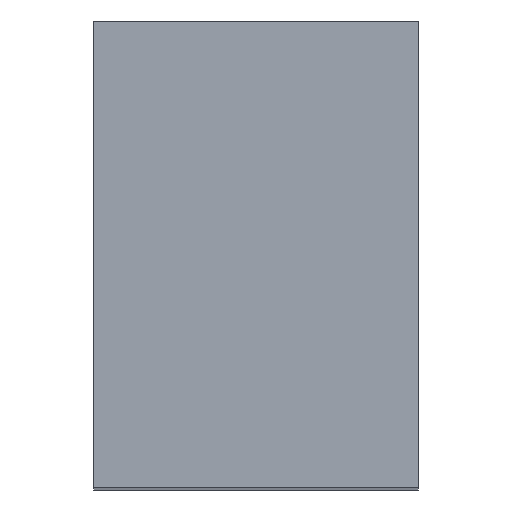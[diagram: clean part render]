
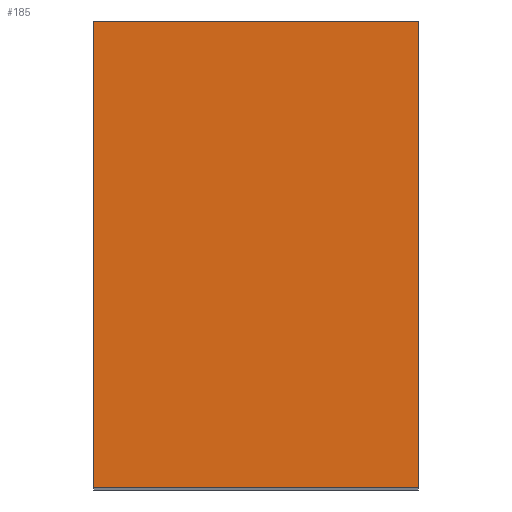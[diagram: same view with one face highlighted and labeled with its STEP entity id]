
A CAD part, top view. The second image highlights one B-rep face of the part: STEP entity #185.
In plain terms, the highlighted planar face has unit normal (0, 0, 1).
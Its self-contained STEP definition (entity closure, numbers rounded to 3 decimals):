
#19=PLANE('',#213);
#28=FACE_OUTER_BOUND('',#38,.T.);
#38=EDGE_LOOP('',(#140,#141,#142,#143));
#52=LINE('',#291,#70);
#53=LINE('',#293,#71);
#54=LINE('',#295,#72);
#55=LINE('',#296,#73);
#70=VECTOR('',#241,10.);
#71=VECTOR('',#242,10.);
#72=VECTOR('',#243,10.);
#73=VECTOR('',#244,10.);
#96=VERTEX_POINT('',#289);
#97=VERTEX_POINT('',#290);
#98=VERTEX_POINT('',#292);
#99=VERTEX_POINT('',#294);
#114=EDGE_CURVE('',#96,#97,#52,.T.);
#115=EDGE_CURVE('',#96,#98,#53,.T.);
#116=EDGE_CURVE('',#99,#98,#54,.T.);
#117=EDGE_CURVE('',#97,#99,#55,.T.);
#140=ORIENTED_EDGE('',*,*,#114,.F.);
#141=ORIENTED_EDGE('',*,*,#115,.T.);
#142=ORIENTED_EDGE('',*,*,#116,.F.);
#143=ORIENTED_EDGE('',*,*,#117,.F.);
#185=ADVANCED_FACE('',(#28),#19,.T.);
#213=AXIS2_PLACEMENT_3D('',#288,#239,#240);
#239=DIRECTION('center_axis',(0.,0.,1.));
#240=DIRECTION('ref_axis',(0.,-1.,0.));
#241=DIRECTION('',(0.,1.,0.));
#242=DIRECTION('',(1.,0.,0.));
#243=DIRECTION('',(0.,-1.,0.));
#244=DIRECTION('',(1.,0.,0.));
#288=CARTESIAN_POINT('Origin',(0.,-17.891,57.271));
#289=CARTESIAN_POINT('',(0.,-61.,57.271));
#290=CARTESIAN_POINT('',(0.,-17.891,57.271));
#291=CARTESIAN_POINT('',(0.,-61.,57.271));
#292=CARTESIAN_POINT('',(30.,-61.,57.271));
#293=CARTESIAN_POINT('',(0.,-61.,57.271));
#294=CARTESIAN_POINT('',(30.,-17.891,57.271));
#295=CARTESIAN_POINT('',(30.,-61.,57.271));
#296=CARTESIAN_POINT('',(0.,-17.891,57.271));
